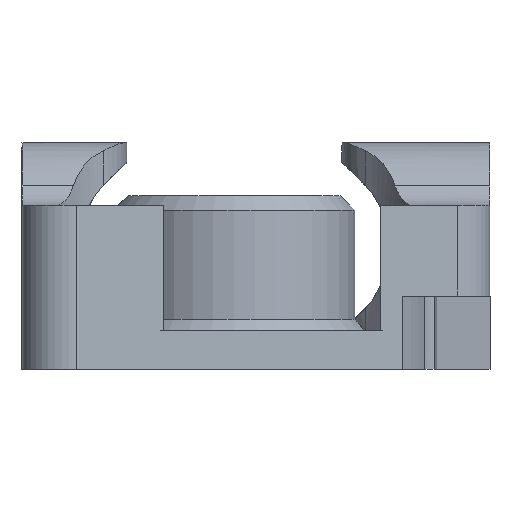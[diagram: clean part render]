
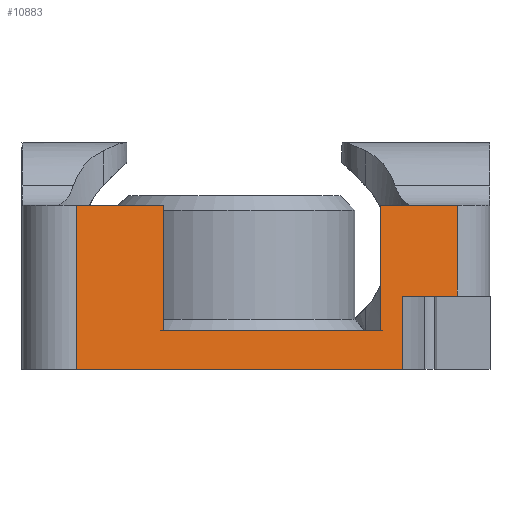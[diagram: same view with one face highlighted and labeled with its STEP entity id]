
A CAD part, left-side view. The second image highlights one B-rep face of the part: STEP entity #10883.
In plain terms, the highlighted planar face has unit normal (-0.969, -0.249, 0).
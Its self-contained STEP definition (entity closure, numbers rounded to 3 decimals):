
#1404=PLANE('',#11239);
#1989=FACE_OUTER_BOUND('',#2627,.T.);
#2627=EDGE_LOOP('',(#10226,#10227,#10228,#10229,#10230,#10231,#10232,#10233,
#10234,#10235));
#2662=LINE('',#12787,#3368);
#2664=LINE('',#12796,#3370);
#3229=LINE('',#21654,#3935);
#3280=LINE('',#22469,#3986);
#3295=LINE('',#22918,#4001);
#3305=LINE('',#23064,#4011);
#3322=LINE('',#23135,#4028);
#3327=LINE('',#23156,#4033);
#3330=LINE('',#23163,#4036);
#3334=LINE('',#23171,#4040);
#3368=VECTOR('',#11376,10.);
#3370=VECTOR('',#11386,10.);
#3935=VECTOR('',#12147,10.);
#3986=VECTOR('',#12372,10.);
#4001=VECTOR('',#12423,10.);
#4011=VECTOR('',#12505,10.);
#4028=VECTOR('',#12588,10.);
#4033=VECTOR('',#12607,10.);
#4036=VECTOR('',#12618,10.);
#4040=VECTOR('',#12630,10.);
#4225=VERTEX_POINT('',#12781);
#4227=VERTEX_POINT('',#12785);
#4230=VERTEX_POINT('',#12794);
#5105=VERTEX_POINT('',#21653);
#5200=VERTEX_POINT('',#22466);
#5201=VERTEX_POINT('',#22468);
#5236=VERTEX_POINT('',#22915);
#5237=VERTEX_POINT('',#22917);
#5270=VERTEX_POINT('',#23134);
#5271=VERTEX_POINT('',#23154);
#5335=EDGE_CURVE('',#4225,#4227,#2662,.T.);
#5340=EDGE_CURVE('',#4227,#4230,#2664,.T.);
#6652=EDGE_CURVE('',#5105,#4225,#3229,.T.);
#6790=EDGE_CURVE('',#5201,#5200,#3280,.T.);
#6841=EDGE_CURVE('',#5236,#5237,#3295,.T.);
#6882=EDGE_CURVE('',#5201,#5236,#3305,.T.);
#6912=EDGE_CURVE('',#5270,#5237,#3322,.T.);
#6920=EDGE_CURVE('',#5200,#5271,#3327,.T.);
#6923=EDGE_CURVE('',#4230,#5270,#3330,.T.);
#6927=EDGE_CURVE('',#5105,#5271,#3334,.T.);
#10226=ORIENTED_EDGE('',*,*,#5340,.T.);
#10227=ORIENTED_EDGE('',*,*,#6923,.T.);
#10228=ORIENTED_EDGE('',*,*,#6912,.T.);
#10229=ORIENTED_EDGE('',*,*,#6841,.F.);
#10230=ORIENTED_EDGE('',*,*,#6882,.F.);
#10231=ORIENTED_EDGE('',*,*,#6790,.T.);
#10232=ORIENTED_EDGE('',*,*,#6920,.T.);
#10233=ORIENTED_EDGE('',*,*,#6927,.F.);
#10234=ORIENTED_EDGE('',*,*,#6652,.T.);
#10235=ORIENTED_EDGE('',*,*,#5335,.T.);
#10883=ADVANCED_FACE('',(#1989),#1404,.T.);
#11239=AXIS2_PLACEMENT_3D('',#23170,#12628,#12629);
#11376=DIRECTION('',(0.,0.,1.));
#11386=DIRECTION('',(0.249,-0.969,0.));
#12147=DIRECTION('',(0.249,-0.969,0.));
#12372=DIRECTION('',(0.,0.,1.));
#12423=DIRECTION('',(0.,0.,1.));
#12505=DIRECTION('',(0.249,-0.969,0.));
#12588=DIRECTION('',(-0.249,0.969,0.));
#12607=DIRECTION('',(-0.249,0.969,0.));
#12618=DIRECTION('',(0.,0.,1.));
#12628=DIRECTION('center_axis',(-0.969,-0.249,0.));
#12629=DIRECTION('ref_axis',(0.249,-0.969,0.));
#12630=DIRECTION('',(0.,0.,1.));
#12781=CARTESIAN_POINT('',(-31.472,-17.424,0.));
#12785=CARTESIAN_POINT('',(-31.472,-17.424,7.6));
#12787=CARTESIAN_POINT('',(-31.472,-17.424,0.));
#12794=CARTESIAN_POINT('',(-30.008,-23.12,7.6));
#12796=CARTESIAN_POINT('',(-37.221,4.948,7.6));
#21653=CARTESIAN_POINT('',(-40.158,16.38,0.));
#21654=CARTESIAN_POINT('',(-40.158,16.38,0.));
#22466=CARTESIAN_POINT('',(-37.828,7.31,17.));
#22468=CARTESIAN_POINT('',(-37.828,7.31,4.));
#22469=CARTESIAN_POINT('',(-37.828,7.31,0.));
#22915=CARTESIAN_POINT('',(-32.064,-15.12,4.));
#22917=CARTESIAN_POINT('',(-32.064,-15.12,17.));
#22918=CARTESIAN_POINT('',(-32.064,-15.12,0.));
#23064=CARTESIAN_POINT('',(-40.158,16.38,4.));
#23134=CARTESIAN_POINT('',(-30.008,-23.12,17.));
#23135=CARTESIAN_POINT('',(-35.277,-2.618,17.));
#23154=CARTESIAN_POINT('',(-40.158,16.38,17.));
#23156=CARTESIAN_POINT('',(-35.277,-2.618,17.));
#23163=CARTESIAN_POINT('',(-30.008,-23.12,0.));
#23170=CARTESIAN_POINT('Origin',(-40.158,16.38,0.));
#23171=CARTESIAN_POINT('',(-40.158,16.38,0.));
